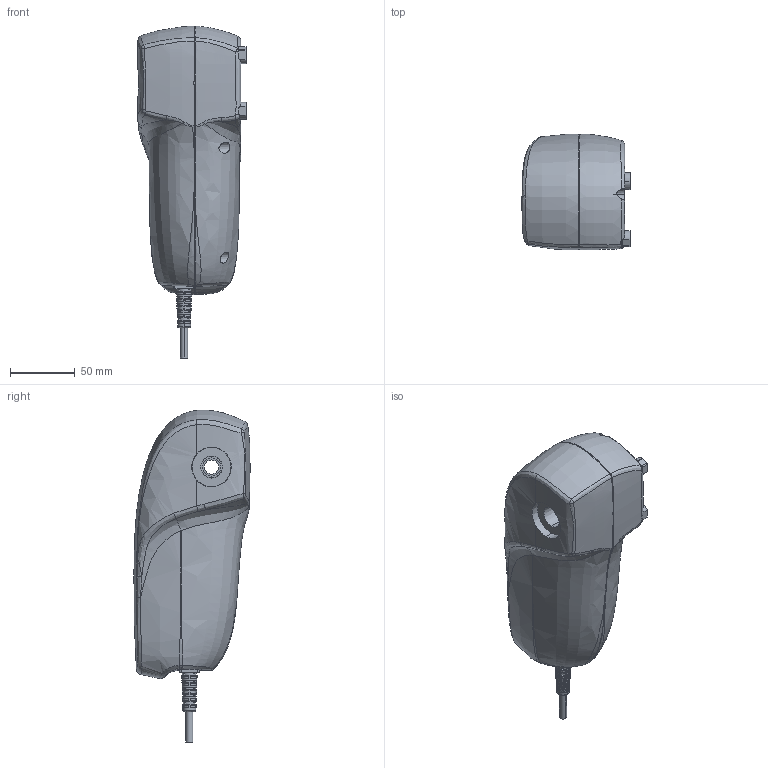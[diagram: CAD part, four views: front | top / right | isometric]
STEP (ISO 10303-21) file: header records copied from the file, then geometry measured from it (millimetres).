
FILE_DESCRIPTION (( 'STEP AP203' ), '1' );
FILE_NAME ('Megamat FBR.STEP', '2015-10-02T05:13:06', ( 'admin' ), ( 'Hewlett-Packard Company' ), 'SwSTEP 2.0', 'SolidWorks 2014', '' );
FILE_SCHEMA (( 'CONFIG_CONTROL_DESIGN' ));
Length unit declared in the file: millimetre
Products named in the file (1): Megamat FBR
Bounding box: 83.5 x 89.81 x 256.67 mm (x, y, z)
Volume: 976584.3 mm3; surface area: 70885.2 mm2
Topology: 1 solids, 1 shells, 643 faces, 1620 edges, 1022 vertices
Faces by surface type: plane 238, cylinder 144, cone 132, bspline 113, torus 14, sphere 2
Entity records: 36910 total; most frequent: CARTESIAN_POINT 22262, ORIENTED_EDGE 3204, DIRECTION 2818, EDGE_CURVE 1602, AXIS2_PLACEMENT_3D 1141, VERTEX_POINT 1022, EDGE_LOOP 706, ADVANCED_FACE 643
